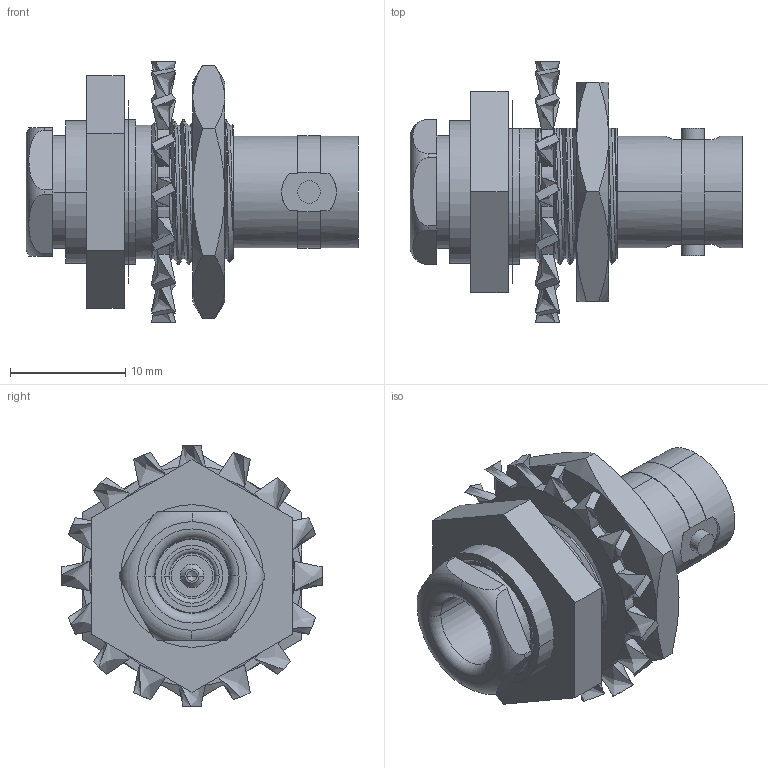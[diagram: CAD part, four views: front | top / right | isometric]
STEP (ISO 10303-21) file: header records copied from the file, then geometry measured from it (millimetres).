
FILE_DESCRIPTION((''),'2;1');
FILE_NAME('31-207_SW0002','2013-05-14T',('Clement Lazar'),(''),'PRO/ENGINEER BY PARAMETRIC TECHNOLOGY CORPORATION, 2010100','PRO/ENGINEER BY PARAMETRIC TECHNOLOGY CORPORATION, 2010100','');
FILE_SCHEMA(('CONFIG_CONTROL_DESIGN'));
Length unit declared in the file: millimetre
Products named in the file (1): 31-207_SW0002
Bounding box: 28.78 x 22.6 x 22.6 mm (x, y, z)
Surface area: 3654.8 mm2 (no closed solid volume)
Topology: 0 solids, 31 shells, 264 faces, 732 edges, 495 vertices
Faces by surface type: bspline 100, cylinder 71, plane 49, cone 34, torus 10
Entity records: 20816 total; most frequent: CARTESIAN_POINT 14763, ORIENTED_EDGE 1240, DIRECTION 1032, EDGE_CURVE 728, VERTEX_POINT 495, AXIS2_PLACEMENT_3D 360, VECTOR 312, LINE 312
